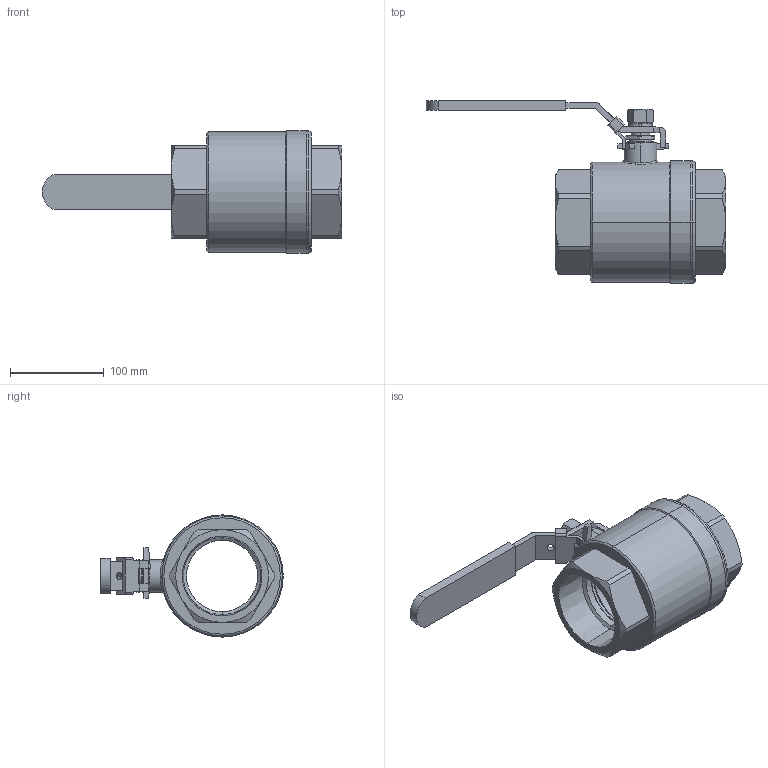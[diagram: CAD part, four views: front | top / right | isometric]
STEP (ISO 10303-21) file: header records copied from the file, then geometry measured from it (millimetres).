
FILE_DESCRIPTION (( 'STEP AP214' ), '1' );
FILE_NAME ('3QF278.STEP', '2024-06-26T03:37:06', ( 'Windows 蚚誧' ), ( 'Organization' ), 'SwSTEP 2.0', 'SolidWorks 2022', '' );
FILE_SCHEMA (( 'AUTOMOTIVE_DESIGN' ));
Length unit declared in the file: millimetre
Products named in the file (13): spring lock washers--normal type gb_GB_FASTENER_WASHER_SW 16; 球垫3; 3QF278; hex nuts, style 1-grades ab gb_GB_FASTENER_NUT_SNAB1 M16-N; 笢諳212; A2N笢粣212; СƬ212; QF278⑩ 3; 3湮え; 跡擘212M27; 3裔; 3极; 212參忒
Assembly tree (13 placements, depth 2):
  3QF278
    3极
    3裔
    球垫3  x2
    QF278⑩ 3
    A2N笢粣212
    СƬ212
    笢諳212
    跡擘212M27
    3湮え
    spring lock washers--normal type gb_GB_FASTENER_WASHER_SW 16
    hex nuts, style 1-grades ab gb_GB_FASTENER_NUT_SNAB1 M16-N
    212參忒
Bounding box: 319.5 x 194.75 x 130.5 mm (x, y, z)
Volume: 1109091.3 mm3; surface area: 298696 mm2
Topology: 14 solids, 14 shells, 1042 faces, 2915 edges, 1917 vertices
Faces by surface type: cylinder 442, bspline 386, plane 147, cone 55, torus 10, sphere 2
Entity records: 621654 total; most frequent: CARTESIAN_POINT 600515, ORIENTED_EDGE 5776, EDGE_CURVE 2888, DIRECTION 2711, VERTEX_POINT 1902, EDGE_LOOP 1072, FACE_OUTER_BOUND 1030, ADVANCED_FACE 1030
